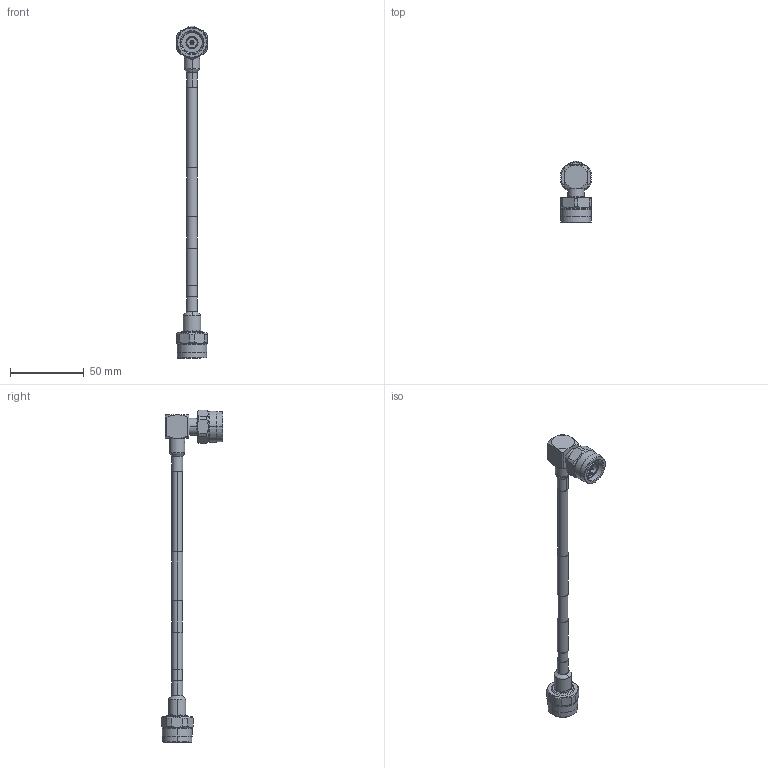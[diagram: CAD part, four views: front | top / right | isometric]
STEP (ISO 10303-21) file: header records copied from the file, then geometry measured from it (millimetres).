
FILE_DESCRIPTION (( 'STEP AP214' ), '1' );
FILE_NAME ('LCCA31035.step', '2022-10-04T19:17:43', ( '' ), ( '' ), 'SwSTEP 2.0', 'SolidWorks 2021', '' );
FILE_SCHEMA (( 'AUTOMOTIVE_DESIGN' ));
Length unit declared in the file: inch
Products named in the file (4):  SPP-250-LLPL ^LCCA31035_SPP-250-LLPL; TC-250-NM-LP^LCCA31035; TC-250-NM-RA-LP-LC^LCCA31035; LCCA31035
Assembly tree (3 placements, depth 2):
  LCCA31035
     SPP-250-LLPL ^LCCA31035_SPP-250-LLPL
    TC-250-NM-RA-LP-LC^LCCA31035
    TC-250-NM-LP^LCCA31035
Bounding box: 20.92 x 41.92 x 225.51 mm (x, y, z)
Volume: 20069.6 mm3; surface area: 15266.7 mm2
Topology: 9 solids, 9 shells, 341 faces, 792 edges, 495 vertices
Faces by surface type: cylinder 135, plane 87, cone 84, bspline 23, torus 10, sphere 2
Entity records: 15974 total; most frequent: CARTESIAN_POINT 6456, DIRECTION 1614, ORIENTED_EDGE 1576, EDGE_CURVE 788, AXIS2_PLACEMENT_3D 675, VERTEX_POINT 495, EDGE_LOOP 385, CIRCLE 351
